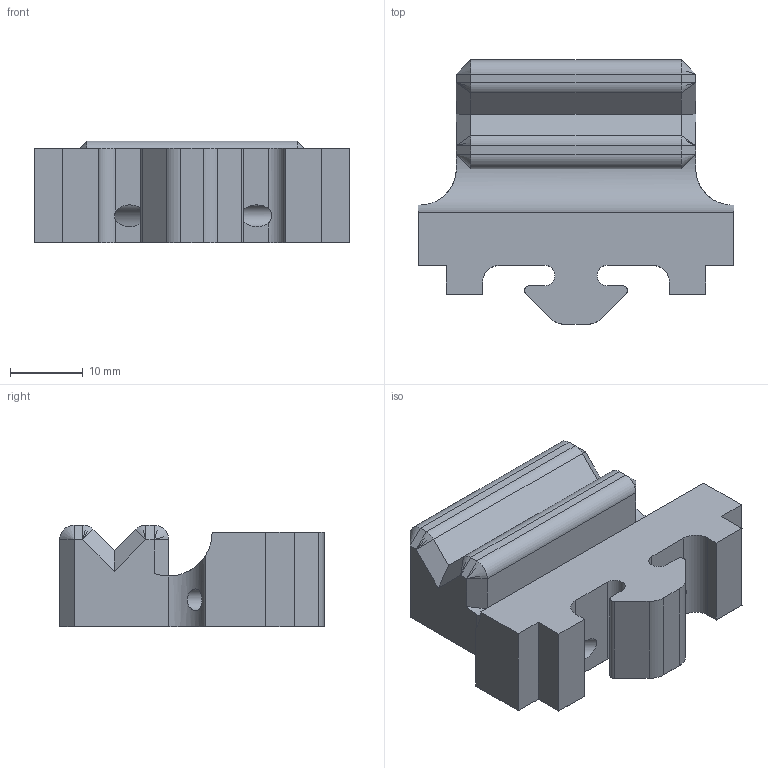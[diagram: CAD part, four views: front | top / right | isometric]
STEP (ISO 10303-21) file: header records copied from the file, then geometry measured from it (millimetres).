
FILE_DESCRIPTION(/* description */ (''),/* implementation_level */ '2;1');
FILE_NAME(/* name */ 'Slide_Holder.step',/* time_stamp */ '2019-08-19T14:49:15-07:00',/* author */ (''),/* organization */ (''),/* preprocessor_version */ 'ST-DEVELOPER v18',/* originating_system */ 'Autodesk Translation Framework v8.6.0.1094',/* authorisation */ '');
FILE_SCHEMA (('AUTOMOTIVE_DESIGN { 1 0 10303 214 3 1 1 }'));
Length unit declared in the file: millimetre
Products named in the file (1): Slide_Holder
Bounding box: 43.47 x 36.45 x 14 mm (x, y, z)
Volume: 13625.4 mm3; surface area: 5101.6 mm2
Topology: 1 solids, 1 shells, 109 faces, 275 edges, 152 vertices
Faces by surface type: plane 58, cone 26, cylinder 25
Full cylindrical faces by diameter (mm): 3 x2
Entity records: 3222 total; most frequent: CARTESIAN_POINT 646, DIRECTION 535, ORIENTED_EDGE 522, EDGE_CURVE 261, LINE 187, VECTOR 187, AXIS2_PLACEMENT_3D 174, VERTEX_POINT 152
